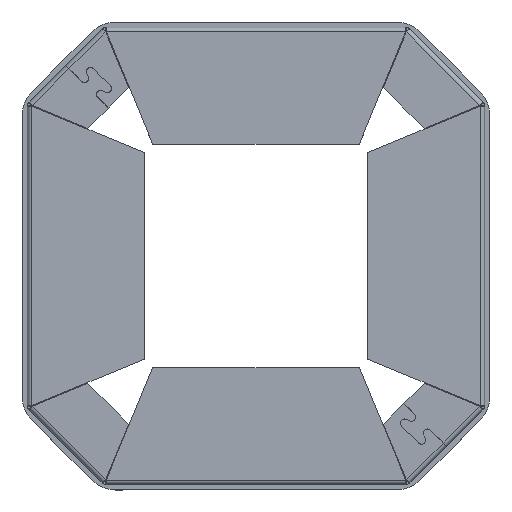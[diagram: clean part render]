
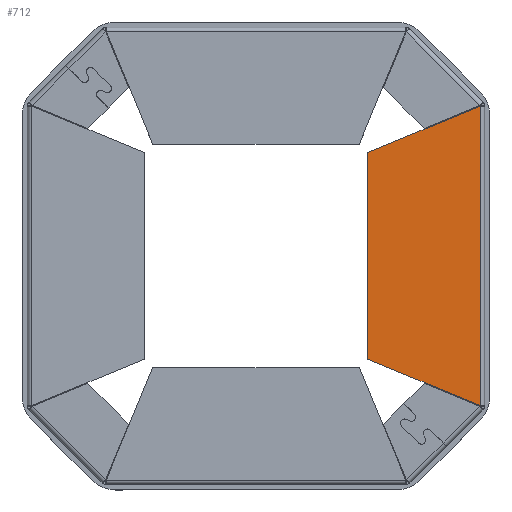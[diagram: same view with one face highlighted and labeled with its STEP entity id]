
A CAD part, top view. The second image highlights one B-rep face of the part: STEP entity #712.
In plain terms, the highlighted planar face has unit normal (0, 0, 1).
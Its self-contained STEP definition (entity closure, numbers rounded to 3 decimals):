
#78 = VERTEX_POINT ( 'NONE', #3570 ) ;
#712 = ADVANCED_FACE ( 'NONE', ( #4041 ), #1186, .F. ) ;
#948 = ORIENTED_EDGE ( 'NONE', *, *, #2483, .F. ) ;
#1025 = DIRECTION ( 'NONE',  ( 0., -1., 0. ) ) ;
#1083 = DIRECTION ( 'NONE',  ( -1., 0., 0. ) ) ;
#1090 = DIRECTION ( 'NONE',  ( 0., 0., -1. ) ) ;
#1186 = PLANE ( 'NONE',  #1594 ) ;
#1265 = CARTESIAN_POINT ( 'NONE',  ( 104.777, 104.777, 1.4 ) ) ;
#1594 = AXIS2_PLACEMENT_3D ( 'NONE', #1265, #1090, #1083 ) ;
#1758 = EDGE_CURVE ( 'NONE', #3111, #78, #5796, .T. ) ;
#1873 = CARTESIAN_POINT ( 'NONE',  ( 102.777, 68.682, 1.4 ) ) ;
#2445 = ORIENTED_EDGE ( 'NONE', *, *, #1758, .F. ) ;
#2483 = EDGE_CURVE ( 'NONE', #4477, #2767, #4006, .T. ) ;
#2767 = VERTEX_POINT ( 'NONE', #1873 ) ;
#2964 = EDGE_CURVE ( 'NONE', #4477, #78, #3272, .T. ) ;
#3111 = VERTEX_POINT ( 'NONE', #5421 ) ;
#3231 = VECTOR ( 'NONE', #1025, 1000. ) ;
#3272 = LINE ( 'NONE', #4655, #3231 ) ;
#3570 = CARTESIAN_POINT ( 'NONE',  ( 51.277, -47.35, 1.4 ) ) ;
#3575 = CARTESIAN_POINT ( 'NONE',  ( 51.277, 47.35, 1.4 ) ) ;
#3699 = EDGE_CURVE ( 'NONE', #2767, #3111, #5385, .T. ) ;
#3721 = CARTESIAN_POINT ( 'NONE',  ( 104.777, 69.51, 1.4 ) ) ;
#4006 = LINE ( 'NONE', #3721, #4025 ) ;
#4025 = VECTOR ( 'NONE', #4227, 1000. ) ;
#4041 = FACE_OUTER_BOUND ( 'NONE', #5662, .T. ) ;
#4227 = DIRECTION ( 'NONE',  ( 0.924, 0.383, 0. ) ) ;
#4252 = ORIENTED_EDGE ( 'NONE', *, *, #3699, .F. ) ;
#4430 = DIRECTION ( 'NONE',  ( 0., -1., 0. ) ) ;
#4477 = VERTEX_POINT ( 'NONE', #3575 ) ;
#4655 = CARTESIAN_POINT ( 'NONE',  ( 51.277, -47.512, 1.4 ) ) ;
#5047 = CARTESIAN_POINT ( 'NONE',  ( 51.277, -47.35, 1.4 ) ) ;
#5133 = DIRECTION ( 'NONE',  ( -0.924, 0.383, 0. ) ) ;
#5331 = VECTOR ( 'NONE', #4430, 1000. ) ;
#5385 = LINE ( 'NONE', #5486, #5331 ) ;
#5421 = CARTESIAN_POINT ( 'NONE',  ( 102.777, -68.682, 1.4 ) ) ;
#5486 = CARTESIAN_POINT ( 'NONE',  ( 102.777, 68.682, 1.4 ) ) ;
#5662 = EDGE_LOOP ( 'NONE', ( #4252, #948, #6212, #2445 ) ) ;
#5731 = VECTOR ( 'NONE', #5133, 1000. ) ;
#5796 = LINE ( 'NONE', #5047, #5731 ) ;
#6212 = ORIENTED_EDGE ( 'NONE', *, *, #2964, .T. ) ;
